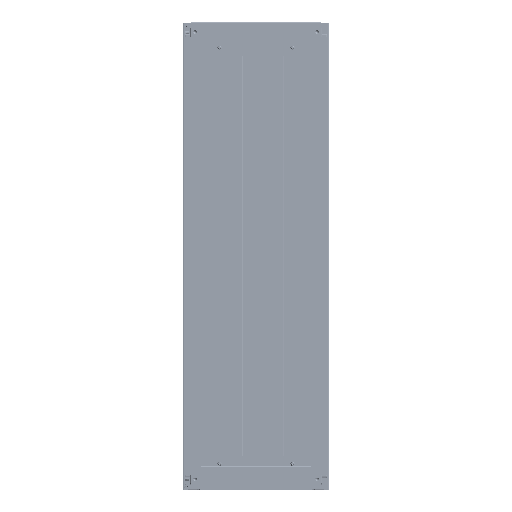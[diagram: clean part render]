
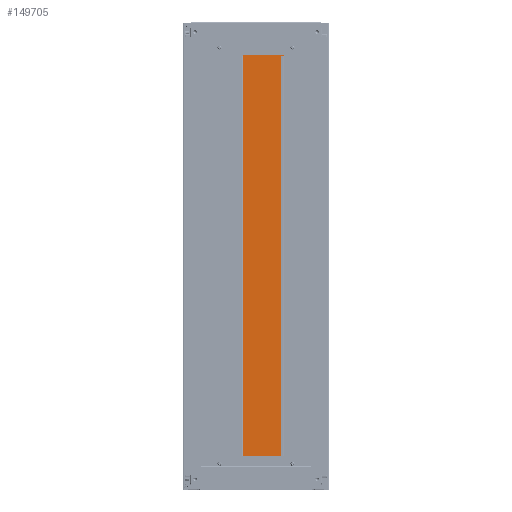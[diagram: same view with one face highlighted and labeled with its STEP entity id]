
A CAD part, top view. The second image highlights one B-rep face of the part: STEP entity #149705.
In plain terms, the highlighted face is planar.
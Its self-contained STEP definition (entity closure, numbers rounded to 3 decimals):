
#7678 = ORIENTED_EDGE ( 'NONE', *, *, #185579, .F. ) ;
#7679 = ORIENTED_EDGE ( 'NONE', *, *, #185581, .T. ) ;
#7680 = ORIENTED_EDGE ( 'NONE', *, *, #185583, .T. ) ;
#7681 = ORIENTED_EDGE ( 'NONE', *, *, #185585, .T. ) ;
#7682 = ORIENTED_EDGE ( 'NONE', *, *, #185588, .T. ) ;
#7683 = ORIENTED_EDGE ( 'NONE', *, *, #185589, .T. ) ;
#7684 = ORIENTED_EDGE ( 'NONE', *, *, #185590, .T. ) ;
#7685 = ORIENTED_EDGE ( 'NONE', *, *, #185591, .F. ) ;
#29947 = CARTESIAN_POINT ( 'NONE',  ( -685., -72.99, 1.5 ) ) ;
#29964 = CARTESIAN_POINT ( 'NONE',  ( 685., -72.99, 1.5 ) ) ;
#29977 = CARTESIAN_POINT ( 'NONE',  ( 685., -74., 1.5 ) ) ;
#29980 = CARTESIAN_POINT ( 'NONE',  ( 700., -74., 1.5 ) ) ;
#29983 = CARTESIAN_POINT ( 'NONE',  ( 700., 74., 1.5 ) ) ;
#29986 = CARTESIAN_POINT ( 'NONE',  ( -700., 74., 1.5 ) ) ;
#29988 = CARTESIAN_POINT ( 'NONE',  ( -700., -74., 1.5 ) ) ;
#29990 = CARTESIAN_POINT ( 'NONE',  ( -685., -74., 1.5 ) ) ;
#55293 = VERTEX_POINT ( 'NONE', #29947 ) ;
#55307 = VERTEX_POINT ( 'NONE', #29964 ) ;
#55317 = VERTEX_POINT ( 'NONE', #29977 ) ;
#55319 = VERTEX_POINT ( 'NONE', #29980 ) ;
#55321 = VERTEX_POINT ( 'NONE', #29983 ) ;
#55323 = VERTEX_POINT ( 'NONE', #29986 ) ;
#55325 = VERTEX_POINT ( 'NONE', #29988 ) ;
#55327 = VERTEX_POINT ( 'NONE', #29990 ) ;
#73575 = CARTESIAN_POINT ( 'NONE',  ( -700., -74., 1.5 ) ) ;
#73591 = FACE_OUTER_BOUND ( 'NONE', #157916, .T. ) ;
#73593 = PLANE ( 'NONE',  #93162 ) ;
#73599 = DIRECTION ( 'NONE',  ( 0., 0., 1. ) ) ;
#73601 = DIRECTION ( 'NONE',  ( 1., 0., 0. ) ) ;
#93162 = AXIS2_PLACEMENT_3D ( 'NONE', #73575, #73599, #73601 ) ;
#149705 = ADVANCED_FACE ( 'NONE', ( #73591 ), #73593, .T. ) ;
#156919 = VECTOR ( 'NONE', #160556, 1000. ) ;
#156921 = VECTOR ( 'NONE', #160562, 1000. ) ;
#156923 = VECTOR ( 'NONE', #160560, 1000. ) ;
#156926 = VECTOR ( 'NONE', #160565, 1000. ) ;
#156928 = VECTOR ( 'NONE', #160568, 1000. ) ;
#156930 = VECTOR ( 'NONE', #160571, 1000. ) ;
#156931 = VECTOR ( 'NONE', #160574, 1000. ) ;
#156933 = VECTOR ( 'NONE', #160578, 1000. ) ;
#157916 = EDGE_LOOP ( 'NONE', ( #7678, #7679, #7680, #7681, #7682, #7683, #7684, #7685 ) ) ;
#160546 = LINE ( 'NONE', #160555, #156919 ) ;
#160550 = LINE ( 'NONE', #160561, #156921 ) ;
#160555 = CARTESIAN_POINT ( 'NONE',  ( 685., -72.99, 1.5 ) ) ;
#160556 = DIRECTION ( 'NONE',  ( -1., 0., 0. ) ) ;
#160557 = LINE ( 'NONE', #160559, #156923 ) ;
#160559 = CARTESIAN_POINT ( 'NONE',  ( 685., -73., 1.5 ) ) ;
#160560 = DIRECTION ( 'NONE',  ( 0., -1., 0. ) ) ;
#160561 = CARTESIAN_POINT ( 'NONE',  ( -700., -74., 1.5 ) ) ;
#160562 = DIRECTION ( 'NONE',  ( 1., 0., 0. ) ) ;
#160563 = LINE ( 'NONE', #160564, #156926 ) ;
#160564 = CARTESIAN_POINT ( 'NONE',  ( 700., 74., 1.5 ) ) ;
#160565 = DIRECTION ( 'NONE',  ( 0., 1., 0. ) ) ;
#160566 = LINE ( 'NONE', #160567, #156928 ) ;
#160567 = CARTESIAN_POINT ( 'NONE',  ( -700., 74., 1.5 ) ) ;
#160568 = DIRECTION ( 'NONE',  ( -1., 0., 0. ) ) ;
#160569 = LINE ( 'NONE', #160570, #156930 ) ;
#160570 = CARTESIAN_POINT ( 'NONE',  ( -700., 74., 1.5 ) ) ;
#160571 = DIRECTION ( 'NONE',  ( 0., -1., 0. ) ) ;
#160572 = LINE ( 'NONE', #160573, #156931 ) ;
#160573 = CARTESIAN_POINT ( 'NONE',  ( -700., -74., 1.5 ) ) ;
#160574 = DIRECTION ( 'NONE',  ( 1., 0., 0. ) ) ;
#160575 = LINE ( 'NONE', #160577, #156933 ) ;
#160577 = CARTESIAN_POINT ( 'NONE',  ( -685., -73., 1.5 ) ) ;
#160578 = DIRECTION ( 'NONE',  ( 0., -1., 0. ) ) ;
#185579 = EDGE_CURVE ( 'NONE', #55307, #55293, #160546, .T. ) ;
#185581 = EDGE_CURVE ( 'NONE', #55307, #55317, #160557, .T. ) ;
#185583 = EDGE_CURVE ( 'NONE', #55317, #55319, #160550, .T. ) ;
#185585 = EDGE_CURVE ( 'NONE', #55319, #55321, #160563, .T. ) ;
#185588 = EDGE_CURVE ( 'NONE', #55321, #55323, #160566, .T. ) ;
#185589 = EDGE_CURVE ( 'NONE', #55323, #55325, #160569, .T. ) ;
#185590 = EDGE_CURVE ( 'NONE', #55325, #55327, #160572, .T. ) ;
#185591 = EDGE_CURVE ( 'NONE', #55293, #55327, #160575, .T. ) ;
